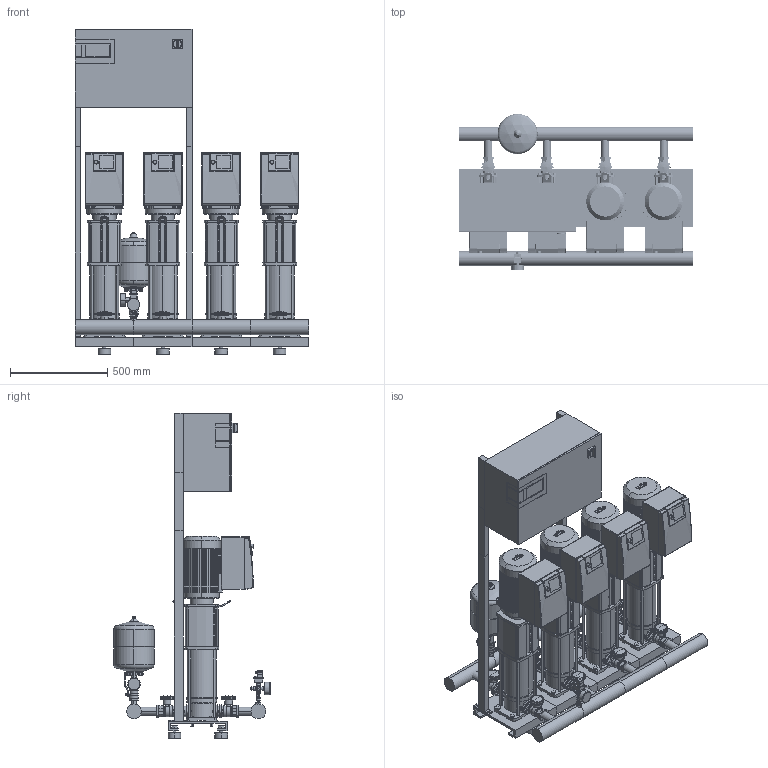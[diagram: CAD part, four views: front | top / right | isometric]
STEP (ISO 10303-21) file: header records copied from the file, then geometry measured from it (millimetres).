
FILE_DESCRIPTION((''),'2;1');
FILE_NAME('3d_COR-4HELIXVE608_K_CCE-01-2539337.stp','2015-10-05T07:10:29',(''),(''),'Mechanical Desktop 2009','Mechanical Desktop 2009',', , ');
FILE_SCHEMA(('CONFIG_CONTROL_DESIGN'));
Length unit declared in the file: millimetre
Products named in the file (1): Product
Bounding box: 1200 x 802 x 1670 mm (x, y, z)
Volume: 200653969.3 mm3; surface area: 10700658.8 mm2
Topology: 194 solids, 194 shells, 6661 faces, 17395 edges, 11352 vertices
Faces by surface type: plane 3048, bspline 1674, cylinder 1578, cone 205, torus 100, sphere 56
Entity records: 215992 total; most frequent: CARTESIAN_POINT 52834, ORIENTED_EDGE 34650, DIRECTION 31446, EDGE_CURVE 17325, VECTOR 11860, LINE 11860, VERTEX_POINT 11345, AXIS2_PLACEMENT_3D 9793
